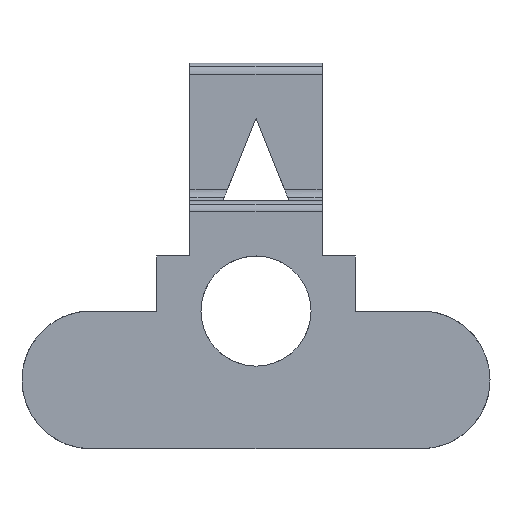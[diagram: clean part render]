
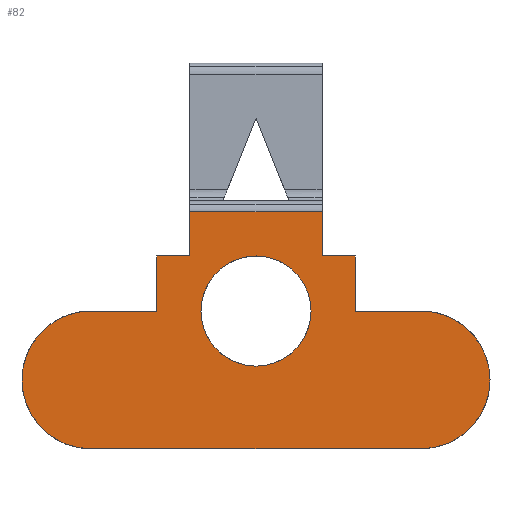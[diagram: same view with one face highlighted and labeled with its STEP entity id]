
A CAD part, front view. The second image highlights one B-rep face of the part: STEP entity #82.
In plain terms, the highlighted planar face has unit normal (0, -1, 0).
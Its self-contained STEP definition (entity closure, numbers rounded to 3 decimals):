
#82=ADVANCED_FACE('',(#179,#180),#181,.T.);
#179=FACE_BOUND('',#293,.T.);
#180=FACE_OUTER_BOUND('',#294,.T.);
#181=PLANE('',#295);
#293=EDGE_LOOP('',(#471,#472));
#294=EDGE_LOOP('',(#473,#474,#475,#476,#477,#478,#479,#480,#481,#482,#483,#484,#485));
#295=AXIS2_PLACEMENT_3D('',#486,#487,#488);
#471=ORIENTED_EDGE('',*,*,#752,.F.);
#472=ORIENTED_EDGE('',*,*,#702,.F.);
#473=ORIENTED_EDGE('',*,*,#750,.F.);
#474=ORIENTED_EDGE('',*,*,#753,.F.);
#475=ORIENTED_EDGE('',*,*,#754,.F.);
#476=ORIENTED_EDGE('',*,*,#755,.F.);
#477=ORIENTED_EDGE('',*,*,#756,.F.);
#478=ORIENTED_EDGE('',*,*,#757,.F.);
#479=ORIENTED_EDGE('',*,*,#758,.F.);
#480=ORIENTED_EDGE('',*,*,#759,.F.);
#481=ORIENTED_EDGE('',*,*,#694,.F.);
#482=ORIENTED_EDGE('',*,*,#760,.F.);
#483=ORIENTED_EDGE('',*,*,#761,.F.);
#484=ORIENTED_EDGE('',*,*,#762,.F.);
#485=ORIENTED_EDGE('',*,*,#745,.F.);
#486=CARTESIAN_POINT('',(0.,-24.845,46.326));
#487=DIRECTION('',(0.0,-1.0,0.));
#488=DIRECTION('',(1.0,0.0,0.0));
#694=EDGE_CURVE('',#827,#823,#829,.T.);
#702=EDGE_CURVE('',#842,#836,#844,.T.);
#745=EDGE_CURVE('',#913,#915,#916,.T.);
#750=EDGE_CURVE('',#921,#913,#923,.T.);
#752=EDGE_CURVE('',#836,#842,#925,.T.);
#753=EDGE_CURVE('',#926,#921,#927,.T.);
#754=EDGE_CURVE('',#928,#926,#929,.T.);
#755=EDGE_CURVE('',#930,#928,#931,.T.);
#756=EDGE_CURVE('',#932,#930,#933,.T.);
#757=EDGE_CURVE('',#934,#932,#935,.T.);
#758=EDGE_CURVE('',#936,#934,#937,.T.);
#759=EDGE_CURVE('',#823,#936,#938,.T.);
#760=EDGE_CURVE('',#939,#827,#940,.T.);
#761=EDGE_CURVE('',#941,#939,#942,.T.);
#762=EDGE_CURVE('',#915,#941,#943,.T.);
#823=VERTEX_POINT('',#1019);
#827=VERTEX_POINT('',#1024);
#829=CIRCLE('',#1027,12.5);
#836=VERTEX_POINT('',#1112);
#842=VERTEX_POINT('',#1119);
#844=CIRCLE('',#1122,10.0);
#913=VERTEX_POINT('',#1248);
#915=VERTEX_POINT('',#1250);
#916=LINE('',#1251,#1252);
#921=VERTEX_POINT('',#1259);
#923=LINE('',#1261,#1262);
#925=CIRCLE('',#1264,10.0);
#926=VERTEX_POINT('',#1265);
#927=LINE('',#1266,#1267);
#928=VERTEX_POINT('',#1268);
#929=LINE('',#1269,#1270);
#930=VERTEX_POINT('',#1271);
#931=LINE('',#1272,#1273);
#932=VERTEX_POINT('',#1274);
#933=LINE('',#1275,#1276);
#934=VERTEX_POINT('',#1277);
#935=CIRCLE('',#1278,12.5);
#936=VERTEX_POINT('',#1279);
#937=LINE('',#1280,#1281);
#938=CIRCLE('',#1282,12.5);
#939=VERTEX_POINT('',#1283);
#940=LINE('',#1284,#1285);
#941=VERTEX_POINT('',#1286);
#942=LINE('',#1287,#1288);
#943=LINE('',#1289,#1290);
#1019=CARTESIAN_POINT('',(42.5,-24.845,31.25));
#1024=CARTESIAN_POINT('',(30.0,-24.845,43.75));
#1027=AXIS2_PLACEMENT_3D('',#1436,#1437,#1438);
#1112=CARTESIAN_POINT('',(10.0,-24.845,43.75));
#1119=CARTESIAN_POINT('',(-10.0,-24.845,43.75));
#1122=AXIS2_PLACEMENT_3D('',#1447,#1448,#1449);
#1248=CARTESIAN_POINT('',(12.0,-24.845,61.75));
#1250=CARTESIAN_POINT('',(12.0,-24.845,53.75));
#1251=CARTESIAN_POINT('',(12.0,-24.845,53.75));
#1252=VECTOR('',#1510,1.);
#1259=CARTESIAN_POINT('',(-12.0,-24.845,61.75));
#1261=CARTESIAN_POINT('',(0.,-24.845,61.75));
#1262=VECTOR('',#1516,1.);
#1264=AXIS2_PLACEMENT_3D('',#1517,#1518,#1519);
#1265=CARTESIAN_POINT('',(-12.0,-24.845,53.75));
#1266=CARTESIAN_POINT('',(-12.0,-24.845,73.079));
#1267=VECTOR('',#1520,1.);
#1268=CARTESIAN_POINT('',(-18.0,-24.845,53.75));
#1269=CARTESIAN_POINT('',(-18.0,-24.845,53.75));
#1270=VECTOR('',#1521,1.0);
#1271=CARTESIAN_POINT('',(-18.0,-24.845,43.75));
#1272=CARTESIAN_POINT('',(-18.0,-24.845,43.75));
#1273=VECTOR('',#1522,1.);
#1274=CARTESIAN_POINT('',(-30.0,-24.845,43.75));
#1275=CARTESIAN_POINT('',(-30.0,-24.845,43.75));
#1276=VECTOR('',#1523,1.0);
#1277=CARTESIAN_POINT('',(-30.0,-24.845,18.75));
#1278=AXIS2_PLACEMENT_3D('',#1524,#1525,#1526);
#1279=CARTESIAN_POINT('',(30.0,-24.845,18.75));
#1280=CARTESIAN_POINT('',(30.0,-24.845,18.75));
#1281=VECTOR('',#1527,1.0);
#1282=AXIS2_PLACEMENT_3D('',#1528,#1529,#1530);
#1283=CARTESIAN_POINT('',(18.0,-24.845,43.75));
#1284=CARTESIAN_POINT('',(18.0,-24.845,43.75));
#1285=VECTOR('',#1531,1.0);
#1286=CARTESIAN_POINT('',(18.0,-24.845,53.75));
#1287=CARTESIAN_POINT('',(18.0,-24.845,43.75));
#1288=VECTOR('',#1532,1.);
#1289=CARTESIAN_POINT('',(18.0,-24.845,53.75));
#1290=VECTOR('',#1533,1.0);
#1436=CARTESIAN_POINT('',(30.0,-24.845,31.25));
#1437=DIRECTION('',(0.0,1.0,0.));
#1438=DIRECTION('',(1.0,0.0,0.0));
#1447=CARTESIAN_POINT('',(0.0,-24.845,43.75));
#1448=DIRECTION('',(0.0,-1.0,0.));
#1449=DIRECTION('',(1.0,0.0,0.0));
#1510=DIRECTION('',(-0.0,0.,-1.0));
#1516=DIRECTION('',(1.0,-0.0,-0.0));
#1517=CARTESIAN_POINT('',(0.0,-24.845,43.75));
#1518=DIRECTION('',(0.0,-1.0,0.));
#1519=DIRECTION('',(1.0,0.0,0.0));
#1520=DIRECTION('',(0.0,0.,1.0));
#1521=DIRECTION('',(1.0,0.0,0.0));
#1522=DIRECTION('',(0.0,0.,1.0));
#1523=DIRECTION('',(1.0,0.,0.));
#1524=CARTESIAN_POINT('',(-30.0,-24.845,31.25));
#1525=DIRECTION('',(0.0,1.0,0.));
#1526=DIRECTION('',(0.0,0.,-1.0));
#1527=DIRECTION('',(-1.0,0.0,0.0));
#1528=CARTESIAN_POINT('',(30.0,-24.845,31.25));
#1529=DIRECTION('',(0.0,1.0,0.));
#1530=DIRECTION('',(1.0,0.0,0.0));
#1531=DIRECTION('',(1.0,0.,0.));
#1532=DIRECTION('',(-0.0,0.,-1.0));
#1533=DIRECTION('',(1.0,0.0,0.0));
